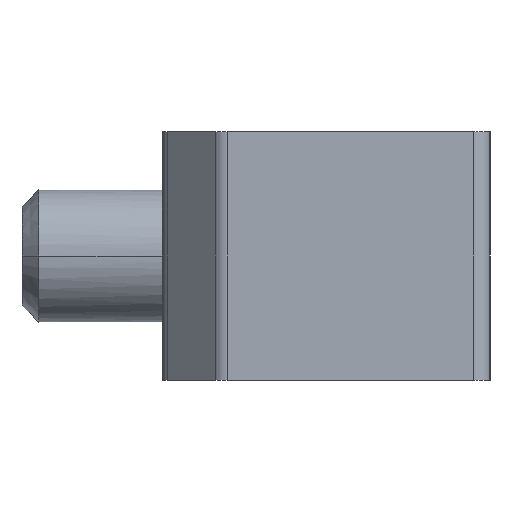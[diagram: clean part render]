
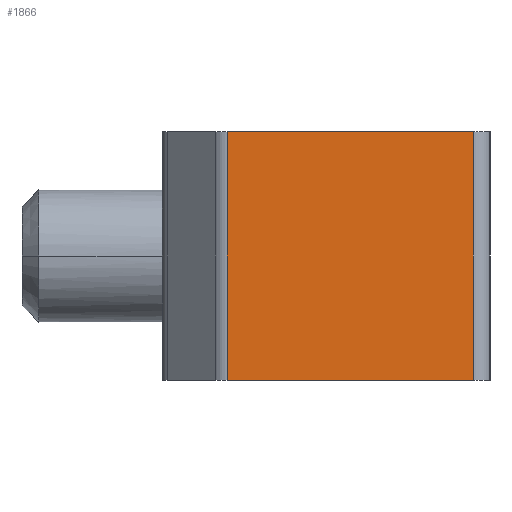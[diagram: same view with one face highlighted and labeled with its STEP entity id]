
A CAD part, left-side view. The second image highlights one B-rep face of the part: STEP entity #1866.
In plain terms, the highlighted planar face has unit normal (-1, 0, 0).
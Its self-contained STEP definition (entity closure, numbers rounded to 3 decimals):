
#1853=AXIS2_PLACEMENT_3D('Plane Axis2P3D',#1850,#1851,#1852) ;
#1525=CARTESIAN_POINT('Vertex',(-32.75,40.336,90.5)) ;
#1528=CARTESIAN_POINT('Line Origine',(-32.75,32.918,90.5)) ;
#1532=CARTESIAN_POINT('Vertex',(-32.75,25.5,90.5)) ;
#1654=CARTESIAN_POINT('Vertex',(-32.75,40.336,75.5)) ;
#1657=CARTESIAN_POINT('Line Origine',(-32.75,40.336,83.)) ;
#1731=CARTESIAN_POINT('Vertex',(-32.75,25.5,75.5)) ;
#1734=CARTESIAN_POINT('Line Origine',(-32.75,32.918,75.5)) ;
#1850=CARTESIAN_POINT('Axis2P3D Location',(-32.75,40.336,0.)) ;
#1855=CARTESIAN_POINT('Line Origine',(-32.75,25.5,83.)) ;
#1529=DIRECTION('Vector Direction',(0.,-1.,0.)) ;
#1658=DIRECTION('Vector Direction',(0.,0.,1.)) ;
#1735=DIRECTION('Vector Direction',(0.,-1.,0.)) ;
#1851=DIRECTION('Axis2P3D Direction',(-1.,0.,0.)) ;
#1852=DIRECTION('Axis2P3D XDirection',(0.,-1.,0.)) ;
#1856=DIRECTION('Vector Direction',(0.,0.,1.)) ;
#1530=VECTOR('Line Direction',#1529,1.) ;
#1659=VECTOR('Line Direction',#1658,1.) ;
#1736=VECTOR('Line Direction',#1735,1.) ;
#1857=VECTOR('Line Direction',#1856,1.) ;
#1861=ORIENTED_EDGE('',*,*,#1661,.F.) ;
#1862=ORIENTED_EDGE('',*,*,#1738,.T.) ;
#1863=ORIENTED_EDGE('',*,*,#1859,.T.) ;
#1864=ORIENTED_EDGE('',*,*,#1534,.F.) ;
#1866=ADVANCED_FACE('Terminali anteriori per cavi FCCuAl superiori',(#1865),#1854,.T.) ;
#1534=EDGE_CURVE('',#1526,#1533,#1531,.T.) ;
#1661=EDGE_CURVE('',#1655,#1526,#1660,.T.) ;
#1738=EDGE_CURVE('',#1655,#1732,#1737,.T.) ;
#1859=EDGE_CURVE('',#1732,#1533,#1858,.T.) ;
#1860=EDGE_LOOP('',(#1861,#1862,#1863,#1864)) ;
#1865=FACE_OUTER_BOUND('',#1860,.T.) ;
#1531=LINE('Line',#1528,#1530) ;
#1660=LINE('Line',#1657,#1659) ;
#1737=LINE('Line',#1734,#1736) ;
#1858=LINE('Line',#1855,#1857) ;
#1854=PLANE('',#1853) ;
#1526=VERTEX_POINT('',#1525) ;
#1533=VERTEX_POINT('',#1532) ;
#1655=VERTEX_POINT('',#1654) ;
#1732=VERTEX_POINT('',#1731) ;
